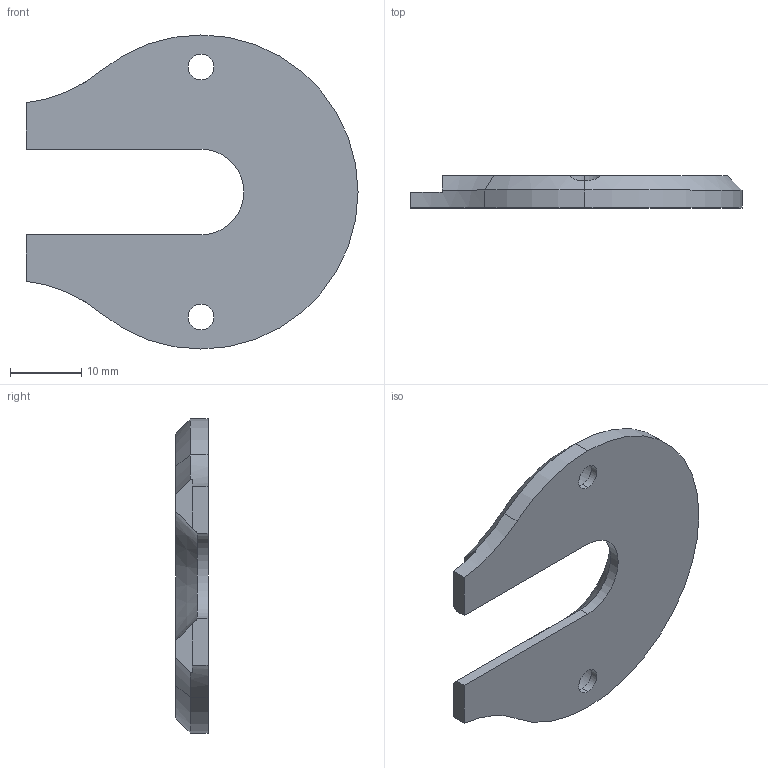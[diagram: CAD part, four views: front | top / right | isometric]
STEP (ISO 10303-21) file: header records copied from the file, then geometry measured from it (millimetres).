
FILE_DESCRIPTION (( 'STEP AP203' ), '1' );
FILE_NAME ('P29_Wheel_Bracket_Fixing_Plate_Default.step', '2020-03-06T13:30:11', ( '' ), ( '' ), 'SwSTEP 2.0', 'SolidWorks 2018', '' );
FILE_SCHEMA (( 'CONFIG_CONTROL_DESIGN' ));
Length unit declared in the file: millimetre
Products named in the file (1): P29_Wheel_Bracket_Fixing_Plate_Default
Bounding box: 46.5 x 4.5 x 44 mm (x, y, z)
Volume: 4856.7 mm3; surface area: 3300.6 mm2
Topology: 1 solids, 1 shells, 34 faces, 88 edges, 56 vertices
Faces by surface type: cylinder 14, plane 14, cone 6
Entity records: 1159 total; most frequent: CARTESIAN_POINT 221, DIRECTION 188, ORIENTED_EDGE 176, EDGE_CURVE 88, AXIS2_PLACEMENT_3D 71, VERTEX_POINT 56, LINE 46, VECTOR 46
